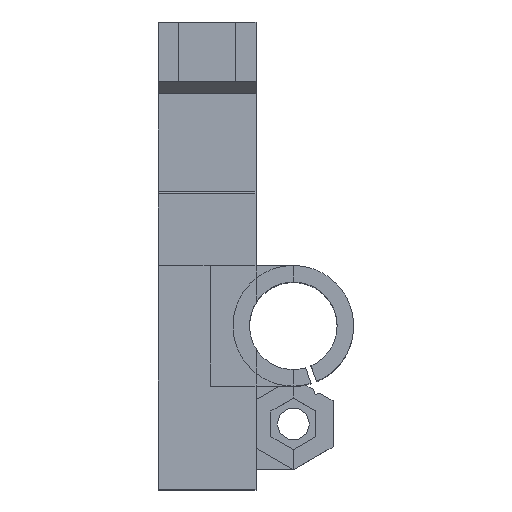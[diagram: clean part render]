
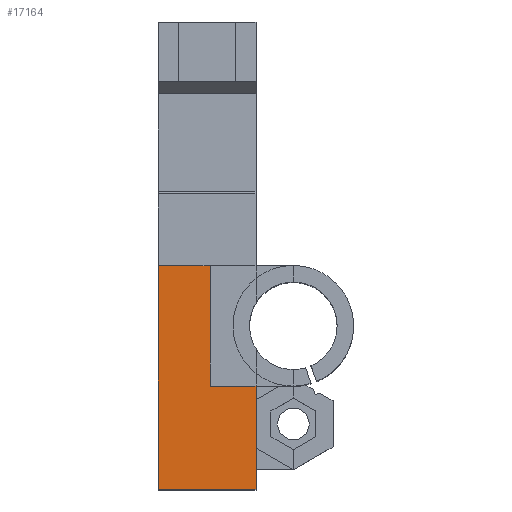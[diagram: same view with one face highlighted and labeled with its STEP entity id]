
A CAD part, top view. The second image highlights one B-rep face of the part: STEP entity #17164.
In plain terms, the highlighted planar face has unit normal (0, 0, 1).
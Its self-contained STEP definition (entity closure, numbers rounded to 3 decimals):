
#5571 = PLANE('',#5572);
#5572 = AXIS2_PLACEMENT_3D('',#5573,#5574,#5575);
#5573 = CARTESIAN_POINT('',(-23.5,10.5,0.));
#5574 = DIRECTION('',(0.,1.,0.));
#5575 = DIRECTION('',(0.,0.,1.));
#10549 = PLANE('',#10550);
#10550 = AXIS2_PLACEMENT_3D('',#10551,#10552,#10553);
#10551 = CARTESIAN_POINT('',(-23.5,-28.5,0.));
#10552 = DIRECTION('',(1.,0.,0.));
#10553 = DIRECTION('',(0.,0.,1.));
#14839 = VERTEX_POINT('',#14840);
#14840 = CARTESIAN_POINT('',(-14.5,10.5,58.));
#14875 = PLANE('',#14876);
#14876 = AXIS2_PLACEMENT_3D('',#14877,#14878,#14879);
#14877 = CARTESIAN_POINT('',(-23.5,-28.5,58.));
#14878 = DIRECTION('',(0.,0.,1.));
#14879 = DIRECTION('',(1.,0.,0.));
#14893 = VERTEX_POINT('',#14894);
#14894 = CARTESIAN_POINT('',(-23.5,10.5,58.));
#14915 = EDGE_CURVE('',#14893,#14839,#14916,.T.);
#14916 = SURFACE_CURVE('',#14917,(#14921,#14928),.PCURVE_S1.);
#14917 = LINE('',#14918,#14919);
#14918 = CARTESIAN_POINT('',(-23.5,10.5,58.));
#14919 = VECTOR('',#14920,1.);
#14920 = DIRECTION('',(1.,0.,0.));
#14921 = PCURVE('',#5571,#14922);
#14922 = DEFINITIONAL_REPRESENTATION('',(#14923),#14927);
#14923 = LINE('',#14924,#14925);
#14924 = CARTESIAN_POINT('',(58.,0.));
#14925 = VECTOR('',#14926,1.);
#14926 = DIRECTION('',(0.,1.));
#14927 = ( GEOMETRIC_REPRESENTATION_CONTEXT(2) 
PARAMETRIC_REPRESENTATION_CONTEXT() REPRESENTATION_CONTEXT('2D SPACE',''
  ) );
#14928 = PCURVE('',#14929,#14934);
#14929 = PLANE('',#14930);
#14930 = AXIS2_PLACEMENT_3D('',#14931,#14932,#14933);
#14931 = CARTESIAN_POINT('',(-23.5,-28.5,58.));
#14932 = DIRECTION('',(0.,0.,1.));
#14933 = DIRECTION('',(1.,0.,0.));
#14934 = DEFINITIONAL_REPRESENTATION('',(#14935),#14939);
#14935 = LINE('',#14936,#14937);
#14936 = CARTESIAN_POINT('',(0.,39.));
#14937 = VECTOR('',#14938,1.);
#14938 = DIRECTION('',(1.,0.));
#14939 = ( GEOMETRIC_REPRESENTATION_CONTEXT(2) 
PARAMETRIC_REPRESENTATION_CONTEXT() REPRESENTATION_CONTEXT('2D SPACE',''
  ) );
#16304 = EDGE_CURVE('',#16305,#14893,#16307,.T.);
#16305 = VERTEX_POINT('',#16306);
#16306 = CARTESIAN_POINT('',(-23.5,-28.5,58.));
#16307 = SURFACE_CURVE('',#16308,(#16312,#16319),.PCURVE_S1.);
#16308 = LINE('',#16309,#16310);
#16309 = CARTESIAN_POINT('',(-23.5,-28.5,58.));
#16310 = VECTOR('',#16311,1.);
#16311 = DIRECTION('',(0.,1.,0.));
#16312 = PCURVE('',#10549,#16313);
#16313 = DEFINITIONAL_REPRESENTATION('',(#16314),#16318);
#16314 = LINE('',#16315,#16316);
#16315 = CARTESIAN_POINT('',(58.,0.));
#16316 = VECTOR('',#16317,1.);
#16317 = DIRECTION('',(0.,-1.));
#16318 = ( GEOMETRIC_REPRESENTATION_CONTEXT(2) 
PARAMETRIC_REPRESENTATION_CONTEXT() REPRESENTATION_CONTEXT('2D SPACE',''
  ) );
#16319 = PCURVE('',#14929,#16320);
#16320 = DEFINITIONAL_REPRESENTATION('',(#16321),#16325);
#16321 = LINE('',#16322,#16323);
#16322 = CARTESIAN_POINT('',(0.,0.));
#16323 = VECTOR('',#16324,1.);
#16324 = DIRECTION('',(0.,1.));
#16325 = ( GEOMETRIC_REPRESENTATION_CONTEXT(2) 
PARAMETRIC_REPRESENTATION_CONTEXT() REPRESENTATION_CONTEXT('2D SPACE',''
  ) );
#16343 = PLANE('',#16344);
#16344 = AXIS2_PLACEMENT_3D('',#16345,#16346,#16347);
#16345 = CARTESIAN_POINT('',(-23.5,-28.5,0.));
#16346 = DIRECTION('',(0.,1.,0.));
#16347 = DIRECTION('',(0.,0.,1.));
#16489 = EDGE_CURVE('',#16490,#14839,#16492,.T.);
#16490 = VERTEX_POINT('',#16491);
#16491 = CARTESIAN_POINT('',(-14.5,-10.5,58.));
#16492 = SURFACE_CURVE('',#16493,(#16497,#16504),.PCURVE_S1.);
#16493 = LINE('',#16494,#16495);
#16494 = CARTESIAN_POINT('',(-14.5,-10.5,58.));
#16495 = VECTOR('',#16496,1.);
#16496 = DIRECTION('',(0.,1.,0.));
#16497 = PCURVE('',#14875,#16498);
#16498 = DEFINITIONAL_REPRESENTATION('',(#16499),#16503);
#16499 = LINE('',#16500,#16501);
#16500 = CARTESIAN_POINT('',(9.,18.));
#16501 = VECTOR('',#16502,1.);
#16502 = DIRECTION('',(0.,1.));
#16503 = ( GEOMETRIC_REPRESENTATION_CONTEXT(2) 
PARAMETRIC_REPRESENTATION_CONTEXT() REPRESENTATION_CONTEXT('2D SPACE',''
  ) );
#16504 = PCURVE('',#14929,#16505);
#16505 = DEFINITIONAL_REPRESENTATION('',(#16506),#16510);
#16506 = LINE('',#16507,#16508);
#16507 = CARTESIAN_POINT('',(9.,18.));
#16508 = VECTOR('',#16509,1.);
#16509 = DIRECTION('',(0.,1.));
#16510 = ( GEOMETRIC_REPRESENTATION_CONTEXT(2) 
PARAMETRIC_REPRESENTATION_CONTEXT() REPRESENTATION_CONTEXT('2D SPACE',''
  ) );
#16512 = EDGE_CURVE('',#16490,#16513,#16515,.T.);
#16513 = VERTEX_POINT('',#16514);
#16514 = CARTESIAN_POINT('',(-6.5,-10.5,58.));
#16515 = SURFACE_CURVE('',#16516,(#16520,#16527),.PCURVE_S1.);
#16516 = LINE('',#16517,#16518);
#16517 = CARTESIAN_POINT('',(-14.5,-10.5,58.));
#16518 = VECTOR('',#16519,1.);
#16519 = DIRECTION('',(1.,0.,0.));
#16520 = PCURVE('',#14875,#16521);
#16521 = DEFINITIONAL_REPRESENTATION('',(#16522),#16526);
#16522 = LINE('',#16523,#16524);
#16523 = CARTESIAN_POINT('',(9.,18.));
#16524 = VECTOR('',#16525,1.);
#16525 = DIRECTION('',(1.,0.));
#16526 = ( GEOMETRIC_REPRESENTATION_CONTEXT(2) 
PARAMETRIC_REPRESENTATION_CONTEXT() REPRESENTATION_CONTEXT('2D SPACE',''
  ) );
#16527 = PCURVE('',#14929,#16528);
#16528 = DEFINITIONAL_REPRESENTATION('',(#16529),#16533);
#16529 = LINE('',#16530,#16531);
#16530 = CARTESIAN_POINT('',(9.,18.));
#16531 = VECTOR('',#16532,1.);
#16532 = DIRECTION('',(1.,0.));
#16533 = ( GEOMETRIC_REPRESENTATION_CONTEXT(2) 
PARAMETRIC_REPRESENTATION_CONTEXT() REPRESENTATION_CONTEXT('2D SPACE',''
  ) );
#17164 = ADVANCED_FACE('',(#17165),#14929,.T.);
#17165 = FACE_BOUND('',#17166,.T.);
#17166 = EDGE_LOOP('',(#17167,#17168,#17169,#17192,#17218,#17219));
#17167 = ORIENTED_EDGE('',*,*,#14915,.F.);
#17168 = ORIENTED_EDGE('',*,*,#16304,.F.);
#17169 = ORIENTED_EDGE('',*,*,#17170,.T.);
#17170 = EDGE_CURVE('',#16305,#17171,#17173,.T.);
#17171 = VERTEX_POINT('',#17172);
#17172 = CARTESIAN_POINT('',(-6.5,-28.5,58.));
#17173 = SURFACE_CURVE('',#17174,(#17178,#17185),.PCURVE_S1.);
#17174 = LINE('',#17175,#17176);
#17175 = CARTESIAN_POINT('',(-23.5,-28.5,58.));
#17176 = VECTOR('',#17177,1.);
#17177 = DIRECTION('',(1.,0.,0.));
#17178 = PCURVE('',#14929,#17179);
#17179 = DEFINITIONAL_REPRESENTATION('',(#17180),#17184);
#17180 = LINE('',#17181,#17182);
#17181 = CARTESIAN_POINT('',(0.,0.));
#17182 = VECTOR('',#17183,1.);
#17183 = DIRECTION('',(1.,0.));
#17184 = ( GEOMETRIC_REPRESENTATION_CONTEXT(2) 
PARAMETRIC_REPRESENTATION_CONTEXT() REPRESENTATION_CONTEXT('2D SPACE',''
  ) );
#17185 = PCURVE('',#16343,#17186);
#17186 = DEFINITIONAL_REPRESENTATION('',(#17187),#17191);
#17187 = LINE('',#17188,#17189);
#17188 = CARTESIAN_POINT('',(58.,0.));
#17189 = VECTOR('',#17190,1.);
#17190 = DIRECTION('',(0.,1.));
#17191 = ( GEOMETRIC_REPRESENTATION_CONTEXT(2) 
PARAMETRIC_REPRESENTATION_CONTEXT() REPRESENTATION_CONTEXT('2D SPACE',''
  ) );
#17192 = ORIENTED_EDGE('',*,*,#17193,.T.);
#17193 = EDGE_CURVE('',#17171,#16513,#17194,.T.);
#17194 = SURFACE_CURVE('',#17195,(#17199,#17206),.PCURVE_S1.);
#17195 = LINE('',#17196,#17197);
#17196 = CARTESIAN_POINT('',(-6.5,-28.5,58.));
#17197 = VECTOR('',#17198,1.);
#17198 = DIRECTION('',(0.,1.,0.));
#17199 = PCURVE('',#14929,#17200);
#17200 = DEFINITIONAL_REPRESENTATION('',(#17201),#17205);
#17201 = LINE('',#17202,#17203);
#17202 = CARTESIAN_POINT('',(17.,0.));
#17203 = VECTOR('',#17204,1.);
#17204 = DIRECTION('',(0.,1.));
#17205 = ( GEOMETRIC_REPRESENTATION_CONTEXT(2) 
PARAMETRIC_REPRESENTATION_CONTEXT() REPRESENTATION_CONTEXT('2D SPACE',''
  ) );
#17206 = PCURVE('',#17207,#17212);
#17207 = PLANE('',#17208);
#17208 = AXIS2_PLACEMENT_3D('',#17209,#17210,#17211);
#17209 = CARTESIAN_POINT('',(-6.5,-28.5,0.));
#17210 = DIRECTION('',(1.,0.,0.));
#17211 = DIRECTION('',(0.,0.,1.));
#17212 = DEFINITIONAL_REPRESENTATION('',(#17213),#17217);
#17213 = LINE('',#17214,#17215);
#17214 = CARTESIAN_POINT('',(58.,0.));
#17215 = VECTOR('',#17216,1.);
#17216 = DIRECTION('',(0.,-1.));
#17217 = ( GEOMETRIC_REPRESENTATION_CONTEXT(2) 
PARAMETRIC_REPRESENTATION_CONTEXT() REPRESENTATION_CONTEXT('2D SPACE',''
  ) );
#17218 = ORIENTED_EDGE('',*,*,#16512,.F.);
#17219 = ORIENTED_EDGE('',*,*,#16489,.T.);
